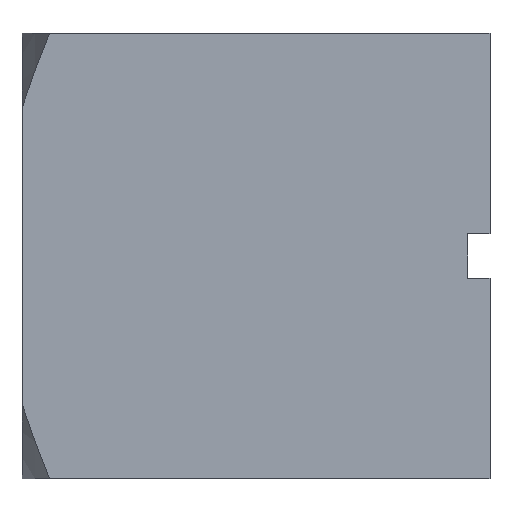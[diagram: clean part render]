
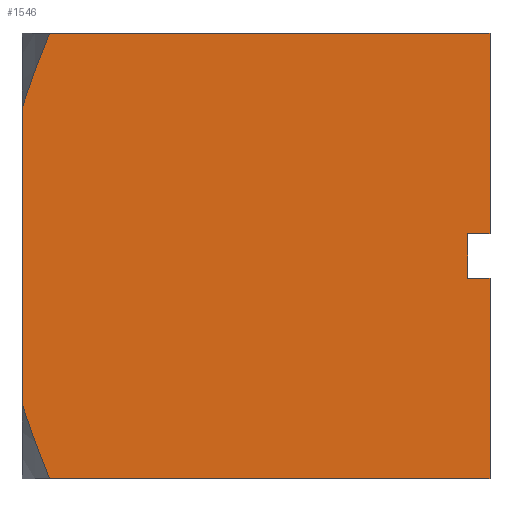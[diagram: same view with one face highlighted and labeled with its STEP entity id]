
A CAD part, left-side view. The second image highlights one B-rep face of the part: STEP entity #1546.
In plain terms, the highlighted planar face has unit normal (-1, 0, 0).
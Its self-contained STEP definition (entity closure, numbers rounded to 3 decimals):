
#12 = LINE ( 'NONE', #550, #1253 ) ;
#20 = VERTEX_POINT ( 'NONE', #1070 ) ;
#28 = ORIENTED_EDGE ( 'NONE', *, *, #529, .F. ) ;
#61 = CARTESIAN_POINT ( 'NONE',  ( -5., 10.319, 3.885 ) ) ;
#71 = CARTESIAN_POINT ( 'NONE',  ( -5., 10.5, -5. ) ) ;
#83 = EDGE_CURVE ( 'NONE', #266, #1110, #187, .T. ) ;
#104 = CARTESIAN_POINT ( 'NONE',  ( -5., 0., -5. ) ) ;
#138 = CARTESIAN_POINT ( 'NONE',  ( -5., 0., -5. ) ) ;
#155 = DIRECTION ( 'NONE',  ( 0., 0., 1. ) ) ;
#181 = LINE ( 'NONE', #1403, #439 ) ;
#187 = LINE ( 'NONE', #1363, #700 ) ;
#203 = EDGE_CURVE ( 'NONE', #1544, #1054, #1553, .T. ) ;
#208 = AXIS2_PLACEMENT_3D ( 'NONE', #1736, #1463, #1425 ) ;
#228 = PLANE ( 'NONE',  #208 ) ;
#232 = ORIENTED_EDGE ( 'NONE', *, *, #1309, .T. ) ;
#235 = VECTOR ( 'NONE', #1148, 1000. ) ;
#265 = LINE ( 'NONE', #138, #1650 ) ;
#266 = VERTEX_POINT ( 'NONE', #1718 ) ;
#326 = CARTESIAN_POINT ( 'NONE',  ( -5., 9.882, 5. ) ) ;
#328 = CARTESIAN_POINT ( 'NONE',  ( -5., 10.5, 5. ) ) ;
#427 = CARTESIAN_POINT ( 'NONE',  ( -5., 0., 0.5 ) ) ;
#439 = VECTOR ( 'NONE', #1385, 1000. ) ;
#444 = EDGE_CURVE ( 'NONE', #1054, #1564, #743, .T. ) ;
#453 = CARTESIAN_POINT ( 'NONE',  ( -5., 0.5, 0.5 ) ) ;
#456 = EDGE_CURVE ( 'NONE', #844, #20, #1679, .T. ) ;
#464 = VECTOR ( 'NONE', #752, 1000. ) ;
#474 = EDGE_CURVE ( 'NONE', #1564, #266, #1034, .T. ) ;
#485 = CARTESIAN_POINT ( 'NONE',  ( -5., 10.5, -3.317 ) ) ;
#529 = EDGE_CURVE ( 'NONE', #675, #1110, #930, .T. ) ;
#536 = DIRECTION ( 'NONE',  ( 0., 0., 1. ) ) ;
#550 = CARTESIAN_POINT ( 'NONE',  ( -5., 10.5, -5. ) ) ;
#561 = CARTESIAN_POINT ( 'NONE',  ( -5., 9.882, 5. ) ) ;
#581 = DIRECTION ( 'NONE',  ( 0., 1., 0. ) ) ;
#599 = CARTESIAN_POINT ( 'NONE',  ( -5., 10.5, 3.317 ) ) ;
#612 = CARTESIAN_POINT ( 'NONE',  ( -5., 10.107, -4.448 ) ) ;
#626 = CARTESIAN_POINT ( 'NONE',  ( -5., 0.5, -0.5 ) ) ;
#651 = CARTESIAN_POINT ( 'NONE',  ( -5., 0.5, -5. ) ) ;
#658 = B_SPLINE_CURVE_WITH_KNOTS ( 'NONE', 3,
 ( #326, #734, #61, #599 ),
 .UNSPECIFIED., .F., .F.,
 ( 4, 4 ),
 ( 0.007, 0.009 ),
 .UNSPECIFIED. ) ;
#659 = ORIENTED_EDGE ( 'NONE', *, *, #203, .T. ) ;
#675 = VERTEX_POINT ( 'NONE', #453 ) ;
#700 = VECTOR ( 'NONE', #581, 1000. ) ;
#734 = CARTESIAN_POINT ( 'NONE',  ( -5., 10.108, 4.445 ) ) ;
#743 = LINE ( 'NONE', #71, #235 ) ;
#745 = CARTESIAN_POINT ( 'NONE',  ( -5., 10.5, -3.317 ) ) ;
#752 = DIRECTION ( 'NONE',  ( 0., -1., 0. ) ) ;
#844 = VERTEX_POINT ( 'NONE', #561 ) ;
#864 = ORIENTED_EDGE ( 'NONE', *, *, #456, .F. ) ;
#884 = FACE_OUTER_BOUND ( 'NONE', #945, .T. ) ;
#920 = CARTESIAN_POINT ( 'NONE',  ( -5., 10.5, 3.317 ) ) ;
#930 = LINE ( 'NONE', #651, #1156 ) ;
#945 = EDGE_LOOP ( 'NONE', ( #864, #1690, #1212, #659, #979, #1491, #1304, #28, #232, #1721 ) ) ;
#979 = ORIENTED_EDGE ( 'NONE', *, *, #444, .T. ) ;
#1001 = CARTESIAN_POINT ( 'NONE',  ( -5., 10.317, -3.888 ) ) ;
#1034 = LINE ( 'NONE', #104, #1053 ) ;
#1053 = VECTOR ( 'NONE', #536, 1000. ) ;
#1054 = VERTEX_POINT ( 'NONE', #1419 ) ;
#1059 = EDGE_CURVE ( 'NONE', #844, #1604, #658, .T. ) ;
#1070 = CARTESIAN_POINT ( 'NONE',  ( -5., 0., 5. ) ) ;
#1110 = VERTEX_POINT ( 'NONE', #626 ) ;
#1148 = DIRECTION ( 'NONE',  ( 0., -1., 0. ) ) ;
#1156 = VECTOR ( 'NONE', #1439, 1000. ) ;
#1212 = ORIENTED_EDGE ( 'NONE', *, *, #1286, .F. ) ;
#1221 = VERTEX_POINT ( 'NONE', #427 ) ;
#1238 = EDGE_CURVE ( 'NONE', #1221, #20, #265, .T. ) ;
#1253 = VECTOR ( 'NONE', #155, 1000. ) ;
#1286 = EDGE_CURVE ( 'NONE', #1544, #1604, #12, .T. ) ;
#1304 = ORIENTED_EDGE ( 'NONE', *, *, #83, .T. ) ;
#1309 = EDGE_CURVE ( 'NONE', #675, #1221, #181, .T. ) ;
#1363 = CARTESIAN_POINT ( 'NONE',  ( -5., 10.5, -0.5 ) ) ;
#1385 = DIRECTION ( 'NONE',  ( 0., -1., 0. ) ) ;
#1403 = CARTESIAN_POINT ( 'NONE',  ( -5., 10.5, 0.5 ) ) ;
#1419 = CARTESIAN_POINT ( 'NONE',  ( -5., 9.882, -5. ) ) ;
#1425 = DIRECTION ( 'NONE',  ( 0., 0., -1. ) ) ;
#1439 = DIRECTION ( 'NONE',  ( 0., 0., -1. ) ) ;
#1463 = DIRECTION ( 'NONE',  ( 1., 0., 0. ) ) ;
#1491 = ORIENTED_EDGE ( 'NONE', *, *, #474, .T. ) ;
#1508 = DIRECTION ( 'NONE',  ( 0., 0., 1. ) ) ;
#1544 = VERTEX_POINT ( 'NONE', #485 ) ;
#1546 = ADVANCED_FACE ( 'NONE', ( #884 ), #228, .F. ) ;
#1553 = B_SPLINE_CURVE_WITH_KNOTS ( 'NONE', 3,
 ( #745, #1001, #612, #1557 ),
 .UNSPECIFIED., .F., .F.,
 ( 4, 4 ),
 ( 0.015, 0.017 ),
 .UNSPECIFIED. ) ;
#1557 = CARTESIAN_POINT ( 'NONE',  ( -5., 9.882, -5. ) ) ;
#1564 = VERTEX_POINT ( 'NONE', #1609 ) ;
#1604 = VERTEX_POINT ( 'NONE', #920 ) ;
#1609 = CARTESIAN_POINT ( 'NONE',  ( -5., 0., -5. ) ) ;
#1650 = VECTOR ( 'NONE', #1508, 1000. ) ;
#1679 = LINE ( 'NONE', #328, #464 ) ;
#1690 = ORIENTED_EDGE ( 'NONE', *, *, #1059, .T. ) ;
#1718 = CARTESIAN_POINT ( 'NONE',  ( -5., 0., -0.5 ) ) ;
#1721 = ORIENTED_EDGE ( 'NONE', *, *, #1238, .T. ) ;
#1736 = CARTESIAN_POINT ( 'NONE',  ( -5., 10.5, -5. ) ) ;
